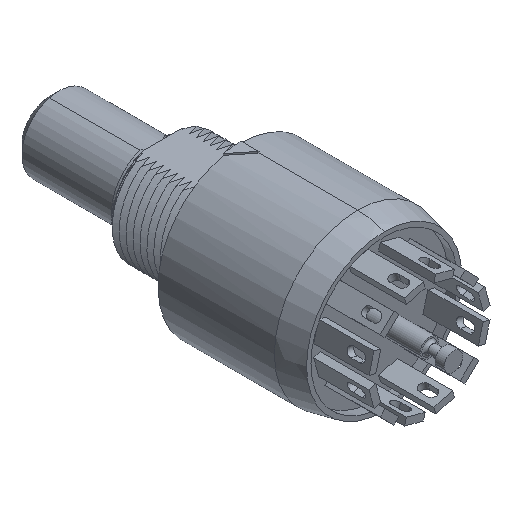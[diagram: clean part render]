
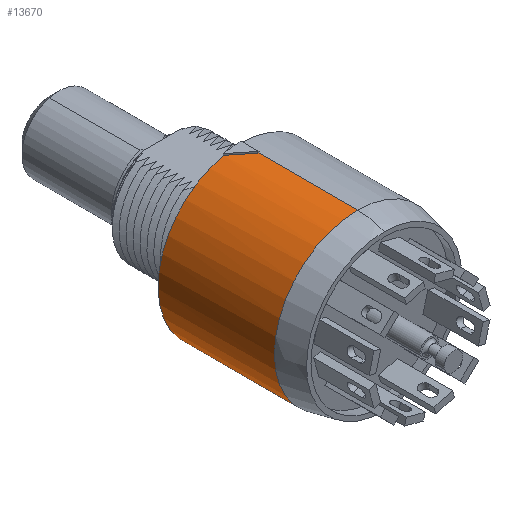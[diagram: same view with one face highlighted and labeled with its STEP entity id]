
A CAD part, isometric view. The second image highlights one B-rep face of the part: STEP entity #13670.
In plain terms, the highlighted cylindrical face has radius 7.137 mm (diameter 14.275 mm), a partial arc.
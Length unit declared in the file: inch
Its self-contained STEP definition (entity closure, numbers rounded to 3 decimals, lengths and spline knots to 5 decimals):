
#2382=DIRECTION('',(0.,-1.,0.));
#2383=VECTOR('',#2382,0.333);
#2384=CARTESIAN_POINT('',(0.,0.06,0.281));
#2385=LINE('',#2384,#2383);
#2386=CARTESIAN_POINT('',(0.,-0.273,0.));
#2387=DIRECTION('',(0.,1.,0.));
#2388=DIRECTION('',(0.,0.,-1.));
#2389=AXIS2_PLACEMENT_3D('',#2386,#2387,#2388);
#2391=DIRECTION('',(0.,-1.,0.));
#2392=VECTOR('',#2391,0.393);
#2393=CARTESIAN_POINT('',(0.,0.12,-0.281));
#2394=LINE('',#2393,#2392);
#2410=CARTESIAN_POINT('',(0.,0.12,0.));
#2411=DIRECTION('',(0.,1.,0.));
#2412=DIRECTION('',(0.,0.,-1.));
#2413=AXIS2_PLACEMENT_3D('',#2410,#2411,#2412);
#2451=CARTESIAN_POINT('',(-0.06,0.12,0.27452));
#2452=CARTESIAN_POINT('',(-0.04012,0.10012,
0.27886));
#2453=CARTESIAN_POINT('',(-0.02012,0.08012,0.281));
#2454=CARTESIAN_POINT('',(0.,0.06,0.281));
#9151=CARTESIAN_POINT('',(0.,0.06,0.281));
#9153=VERTEX_POINT('',#9151);
#9155=VERTEX_POINT('',#2451);
#9156=CARTESIAN_POINT('',(0.,0.12,-0.281));
#9157=VERTEX_POINT('',#9156);
#11490=CARTESIAN_POINT('',(0.,-0.273,0.281));
#11491=CARTESIAN_POINT('',(0.,-0.273,-0.281));
#11492=VERTEX_POINT('',#11490);
#11493=VERTEX_POINT('',#11491);
#13655=CARTESIAN_POINT('',(0.,0.392,0.));
#13656=DIRECTION('',(0.,1.,0.));
#13657=DIRECTION('',(0.,0.,1.));
#13658=AXIS2_PLACEMENT_3D('',#13655,#13656,#13657);
#13659=CYLINDRICAL_SURFACE('',#13658,0.281);
#13661=ORIENTED_EDGE('',*,*,#13660,.F.);
#13662=ORIENTED_EDGE('',*,*,#13638,.F.);
#13664=ORIENTED_EDGE('',*,*,#13663,.T.);
#13666=ORIENTED_EDGE('',*,*,#13665,.T.);
#13667=ORIENTED_EDGE('',*,*,#13632,.T.);
#13668=EDGE_LOOP('',(#13661,#13662,#13664,#13666,#13667));
#13669=FACE_OUTER_BOUND('',#13668,.F.);
#13670=ADVANCED_FACE('',(#13669),#13659,.T.);
#2390=CIRCLE('',#2389,0.281);
#2414=CIRCLE('',#2413,0.281);
#2455=B_SPLINE_CURVE_WITH_KNOTS('',3,(#2451,#2452,#2453,#2454),.UNSPECIFIED.,
.F.,.F.,(4,4),(0.,1.),.UNSPECIFIED.);
#13632=EDGE_CURVE('',#9153,#11492,#2385,.T.);
#13638=EDGE_CURVE('',#9157,#11493,#2394,.T.);
#13660=EDGE_CURVE('',#11493,#11492,#2390,.T.);
#13663=EDGE_CURVE('',#9157,#9155,#2414,.T.);
#13665=EDGE_CURVE('',#9155,#9153,#2455,.T.);
